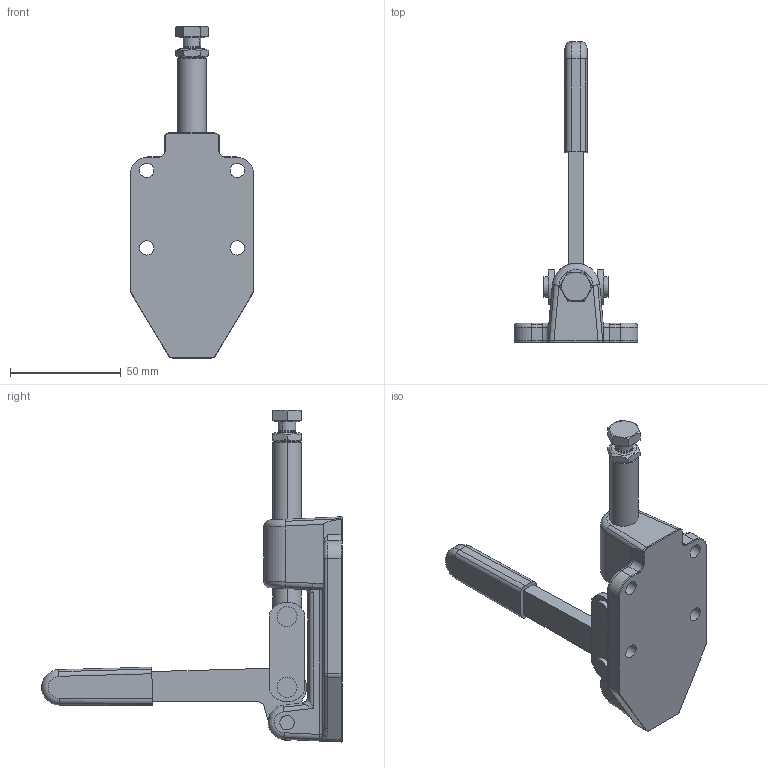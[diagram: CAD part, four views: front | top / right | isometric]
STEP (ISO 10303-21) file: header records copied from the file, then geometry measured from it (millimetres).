
FILE_DESCRIPTION((''),'2;1');
FILE_NAME('CP9-90.stp','2006-07-11T15:32:10',('Matthew'),(''),'Autodesk Inventor 8','Autodesk Inventor 8','');
FILE_SCHEMA(('AUTOMOTIVE_DESIGN { 1 0 10303 214 1 1 1 1 }'));
Length unit declared in the file: millimetre
Products named in the file (7): CP9-90; CP9-901; CP9-902; CP9-903; CP9-904; CP9-905; CP9-906
Assembly tree (6 placements, depth 2):
  CP9-90
    CP9-901
    CP9-902
    CP9-903
    CP9-904
    CP9-905
    CP9-906
Bounding box: 56 x 136 x 150.11 mm (x, y, z)
Volume: 99611.7 mm3; surface area: 35097.1 mm2
Topology: 6 solids, 6 shells, 277 faces, 690 edges, 435 vertices
Faces by surface type: cylinder 123, plane 76, bspline 44, cone 20, torus 10, sphere 4
Entity records: 10136 total; most frequent: CARTESIAN_POINT 3378, DIRECTION 1434, ORIENTED_EDGE 1364, EDGE_CURVE 682, AXIS2_PLACEMENT_3D 582, VERTEX_POINT 435, EDGE_LOOP 317, CIRCLE 282
